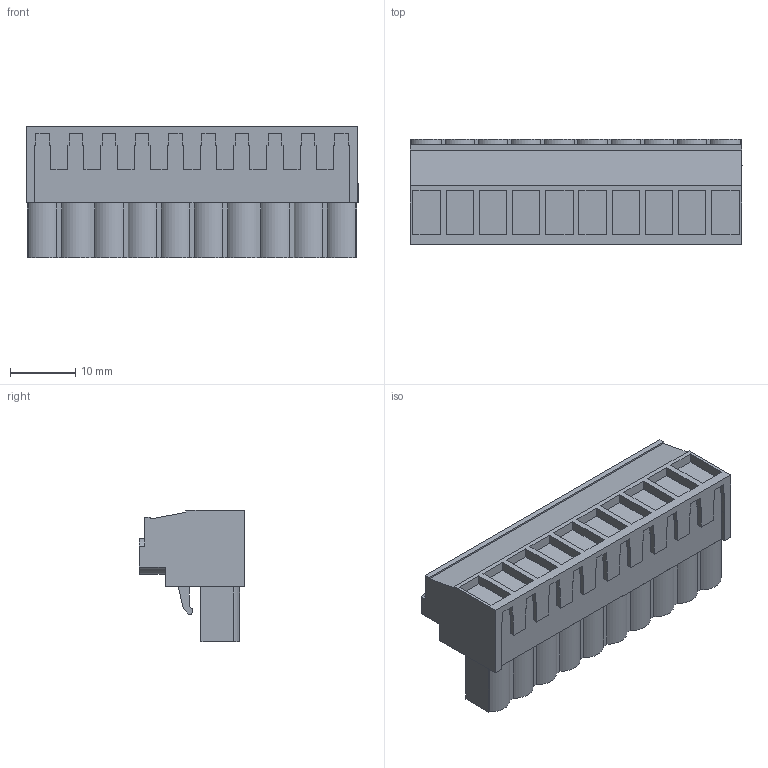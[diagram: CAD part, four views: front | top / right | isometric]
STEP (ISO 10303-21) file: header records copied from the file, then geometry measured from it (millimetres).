
FILE_DESCRIPTION(('CATIA V5 STEP','CAx-IF Rec.Pracs.--- Model Styling and Organization---1.2---2011-12-15'),'2;1');
FILE_NAME ('D1459897_0_1943890000_1943890000.stp','2017-05-22T12:42:00+00:00',('none'),('Weidmueller'),'CATIA Version 5-6 Release 2014','CATIA V5 STEP AP214','none');
FILE_SCHEMA(('AUTOMOTIVE_DESIGN { 1 0 10303 214 1 1 1 1 }'));
Length unit declared in the file: millimetre
Products named in the file (1): 1943890000
Bounding box: 50.8 x 16.1 x 20.05 mm (x, y, z)
Volume: 9459.1 mm3; surface area: 6110.9 mm2
Topology: 11 solids, 11 shells, 680 faces, 1917 edges, 1300 vertices
Faces by surface type: plane 586, cylinder 94
Entity records: 20595 total; most frequent: ORIENTED_EDGE 3834, CARTESIAN_POINT 3778, DIRECTION 2831, EDGE_CURVE 1917, VECTOR 1689, LINE 1689, VERTEX_POINT 1300, EDGE_LOOP 721
